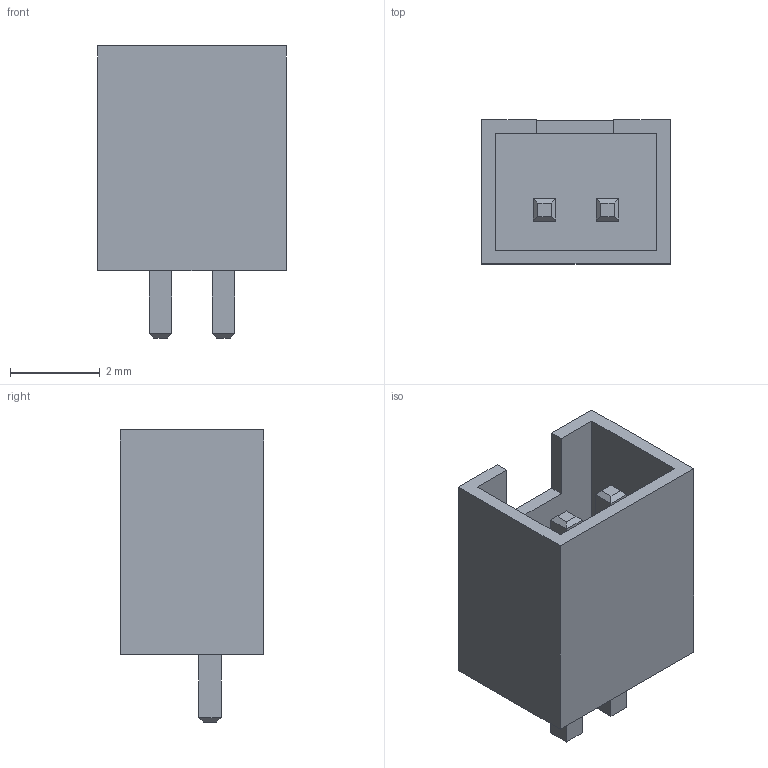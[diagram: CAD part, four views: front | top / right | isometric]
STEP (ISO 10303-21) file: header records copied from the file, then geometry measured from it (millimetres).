
FILE_DESCRIPTION (( 'STEP AP214' ), '1' );
FILE_NAME ('电机插座.STEP', '2018-08-24T07:46:21', ( 'Microsoft的温柔' ), ( 'Microsoft地方' ), 'SwSTEP 2.0', 'SolidWorks 2013', '' );
FILE_SCHEMA (( 'AUTOMOTIVE_DESIGN' ));
Length unit declared in the file: millimetre
Products named in the file (1): 萇儂脣釱
Bounding box: 4.2 x 3.2 x 6.5 mm (x, y, z)
Volume: 27 mm3; surface area: 173.9 mm2
Topology: 1 solids, 1 shells, 50 faces, 116 edges, 72 vertices
Faces by surface type: plane 50
Entity records: 1802 total; most frequent: CARTESIAN_POINT 239, ORIENTED_EDGE 232, DIRECTION 218, EDGE_CURVE 116, LINE 116, VECTOR 116, VERTEX_POINT 72, EDGE_LOOP 54
